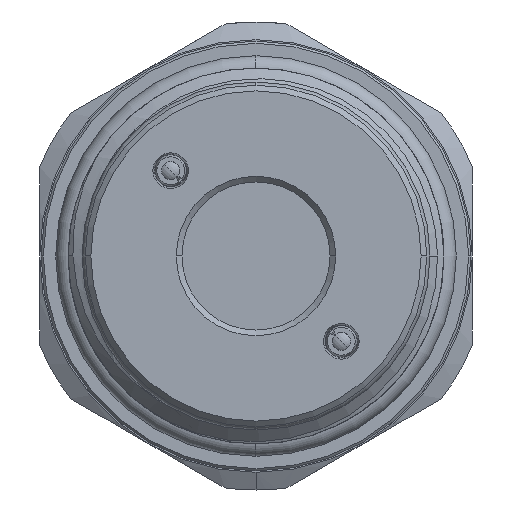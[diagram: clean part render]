
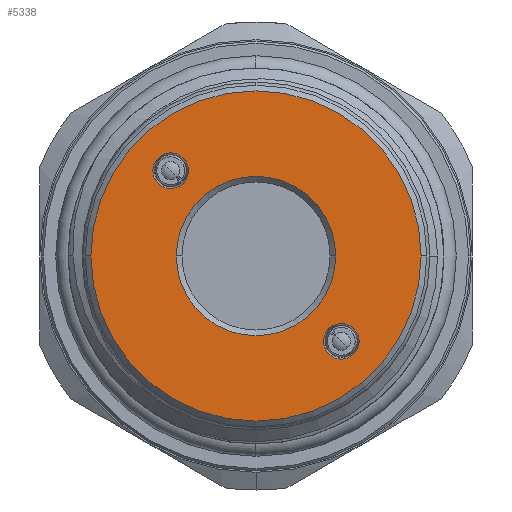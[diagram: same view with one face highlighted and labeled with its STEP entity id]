
A CAD part, left-side view. The second image highlights one B-rep face of the part: STEP entity #5338.
In plain terms, the highlighted planar face has unit normal (-1, 0, 0).
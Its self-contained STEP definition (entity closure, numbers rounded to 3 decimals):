
#129 = DIRECTION ( 'NONE',  ( 1., 0., 0. ) ) ;
#208 = DIRECTION ( 'NONE',  ( -1., 0., 0. ) ) ;
#409 = AXIS2_PLACEMENT_3D ( 'NONE', #1855, #10232, #5975 ) ;
#716 = ORIENTED_EDGE ( 'NONE', *, *, #4269, .T. ) ;
#757 = VERTEX_POINT ( 'NONE', #1308 ) ;
#758 = DIRECTION ( 'NONE',  ( -1., 0., 0. ) ) ;
#793 = FACE_BOUND ( 'NONE', #8012, .T. ) ;
#1015 = CARTESIAN_POINT ( 'NONE',  ( 0., 0., 0. ) ) ;
#1172 = CARTESIAN_POINT ( 'NONE',  ( 0., -7.495, -7.495 ) ) ;
#1308 = CARTESIAN_POINT ( 'NONE',  ( 0., 7., 0. ) ) ;
#1855 = CARTESIAN_POINT ( 'NONE',  ( 0., 7.495, 7.495 ) ) ;
#2795 = FACE_BOUND ( 'NONE', #9685, .T. ) ;
#2920 = CARTESIAN_POINT ( 'NONE',  ( 0., -7., 0. ) ) ;
#2980 = DIRECTION ( 'NONE',  ( 0., 1., 0. ) ) ;
#3055 = CIRCLE ( 'NONE', #7587, 7. ) ;
#3475 = AXIS2_PLACEMENT_3D ( 'NONE', #5747, #208, #5689 ) ;
#3702 = EDGE_CURVE ( 'NONE', #14889, #15648, #12198, .T. ) ;
#4269 = EDGE_CURVE ( 'NONE', #757, #18399, #3055, .T. ) ;
#4769 = CIRCLE ( 'NONE', #3475, 1.561 ) ;
#4860 = EDGE_CURVE ( 'NONE', #15648, #14889, #7493, .T. ) ;
#4878 = CARTESIAN_POINT ( 'NONE',  ( 0., 7.495, 5.935 ) ) ;
#5038 = CARTESIAN_POINT ( 'NONE',  ( 0., -14.5, 0. ) ) ;
#5094 = CARTESIAN_POINT ( 'NONE',  ( 0., -7.495, -7.495 ) ) ;
#5338 = ADVANCED_FACE ( 'NONE', ( #9510, #11067, #2795, #793 ), #12165, .F. ) ;
#5394 = VERTEX_POINT ( 'NONE', #9370 ) ;
#5689 = DIRECTION ( 'NONE',  ( 0., 0., 1. ) ) ;
#5747 = CARTESIAN_POINT ( 'NONE',  ( 0., 7.495, 7.495 ) ) ;
#5975 = DIRECTION ( 'NONE',  ( 0., 0., 1. ) ) ;
#6066 = CARTESIAN_POINT ( 'NONE',  ( 0., 7.495, 9.056 ) ) ;
#6262 = CIRCLE ( 'NONE', #409, 1.561 ) ;
#6286 = VERTEX_POINT ( 'NONE', #5038 ) ;
#6485 = ORIENTED_EDGE ( 'NONE', *, *, #11119, .T. ) ;
#6545 = DIRECTION ( 'NONE',  ( 0., 0., -1. ) ) ;
#6616 = DIRECTION ( 'NONE',  ( 1., 0., 0. ) ) ;
#6858 = AXIS2_PLACEMENT_3D ( 'NONE', #15581, #7063, #17065 ) ;
#7063 = DIRECTION ( 'NONE',  ( 1., 0., 0. ) ) ;
#7088 = DIRECTION ( 'NONE',  ( -1., 0., 0. ) ) ;
#7118 = VERTEX_POINT ( 'NONE', #6066 ) ;
#7153 = ORIENTED_EDGE ( 'NONE', *, *, #3702, .F. ) ;
#7347 = DIRECTION ( 'NONE',  ( 0., 1., 0. ) ) ;
#7389 = ORIENTED_EDGE ( 'NONE', *, *, #9645, .F. ) ;
#7493 = CIRCLE ( 'NONE', #17516, 1.561 ) ;
#7587 = AXIS2_PLACEMENT_3D ( 'NONE', #8843, #129, #2980 ) ;
#7588 = CIRCLE ( 'NONE', #11870, 14.5 ) ;
#8012 = EDGE_LOOP ( 'NONE', ( #7153, #13055 ) ) ;
#8410 = CARTESIAN_POINT ( 'NONE',  ( 0., 0., 0. ) ) ;
#8610 = CARTESIAN_POINT ( 'NONE',  ( 0., -7.495, -9.056 ) ) ;
#8665 = DIRECTION ( 'NONE',  ( -1., 0., 0. ) ) ;
#8843 = CARTESIAN_POINT ( 'NONE',  ( 0., 0., 0. ) ) ;
#9370 = CARTESIAN_POINT ( 'NONE',  ( 0., 14.5, 0. ) ) ;
#9510 = FACE_BOUND ( 'NONE', #13126, .T. ) ;
#9638 = AXIS2_PLACEMENT_3D ( 'NONE', #5094, #758, #6545 ) ;
#9645 = EDGE_CURVE ( 'NONE', #13681, #7118, #4769, .T. ) ;
#9683 = DIRECTION ( 'NONE',  ( 0., 1., 0. ) ) ;
#9685 = EDGE_LOOP ( 'NONE', ( #16981, #7389 ) ) ;
#10232 = DIRECTION ( 'NONE',  ( -1., 0., 0. ) ) ;
#11067 = FACE_OUTER_BOUND ( 'NONE', #17172, .T. ) ;
#11119 = EDGE_CURVE ( 'NONE', #18399, #757, #15227, .T. ) ;
#11328 = AXIS2_PLACEMENT_3D ( 'NONE', #1015, #6616, #16713 ) ;
#11870 = AXIS2_PLACEMENT_3D ( 'NONE', #13990, #8665, #7347 ) ;
#12165 = PLANE ( 'NONE',  #11328 ) ;
#12198 = CIRCLE ( 'NONE', #9638, 1.561 ) ;
#13055 = ORIENTED_EDGE ( 'NONE', *, *, #4860, .F. ) ;
#13126 = EDGE_LOOP ( 'NONE', ( #6485, #716 ) ) ;
#13290 = CIRCLE ( 'NONE', #17319, 14.5 ) ;
#13681 = VERTEX_POINT ( 'NONE', #4878 ) ;
#13838 = CARTESIAN_POINT ( 'NONE',  ( 0., -7.495, -5.935 ) ) ;
#13990 = CARTESIAN_POINT ( 'NONE',  ( 0., 0., 0. ) ) ;
#13991 = DIRECTION ( 'NONE',  ( -1., 0., 0. ) ) ;
#14526 = EDGE_CURVE ( 'NONE', #7118, #13681, #6262, .T. ) ;
#14823 = EDGE_CURVE ( 'NONE', #6286, #5394, #7588, .T. ) ;
#14889 = VERTEX_POINT ( 'NONE', #8610 ) ;
#15225 = ORIENTED_EDGE ( 'NONE', *, *, #17657, .T. ) ;
#15227 = CIRCLE ( 'NONE', #6858, 7. ) ;
#15502 = DIRECTION ( 'NONE',  ( 0., 0., -1. ) ) ;
#15581 = CARTESIAN_POINT ( 'NONE',  ( 0., 0., 0. ) ) ;
#15648 = VERTEX_POINT ( 'NONE', #13838 ) ;
#16518 = ORIENTED_EDGE ( 'NONE', *, *, #14823, .T. ) ;
#16713 = DIRECTION ( 'NONE',  ( 0., 1., 0. ) ) ;
#16981 = ORIENTED_EDGE ( 'NONE', *, *, #14526, .F. ) ;
#17065 = DIRECTION ( 'NONE',  ( 0., 1., 0. ) ) ;
#17172 = EDGE_LOOP ( 'NONE', ( #15225, #16518 ) ) ;
#17319 = AXIS2_PLACEMENT_3D ( 'NONE', #8410, #13991, #9683 ) ;
#17516 = AXIS2_PLACEMENT_3D ( 'NONE', #1172, #7088, #15502 ) ;
#17657 = EDGE_CURVE ( 'NONE', #5394, #6286, #13290, .T. ) ;
#18399 = VERTEX_POINT ( 'NONE', #2920 ) ;
